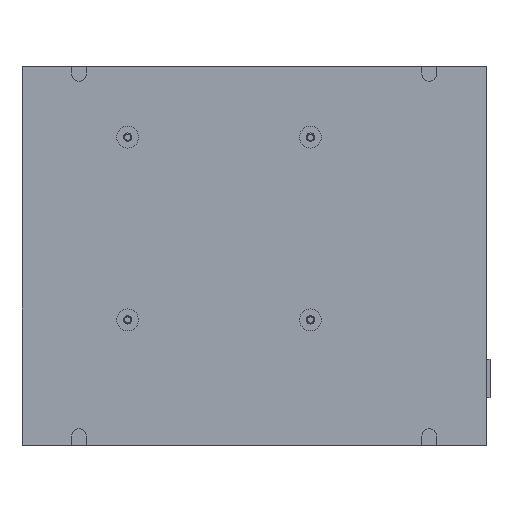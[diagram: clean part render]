
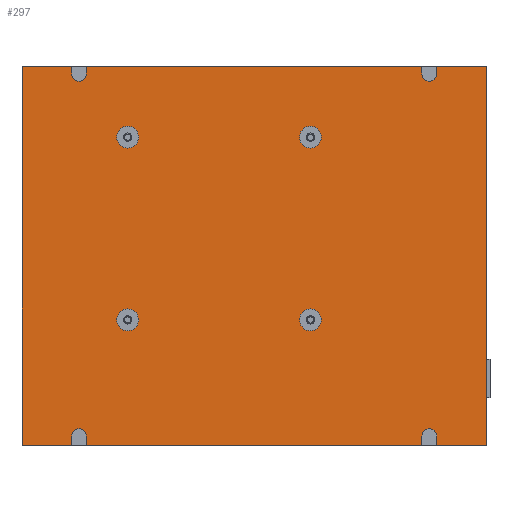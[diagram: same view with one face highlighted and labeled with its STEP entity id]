
A CAD part, top view. The second image highlights one B-rep face of the part: STEP entity #297.
In plain terms, the highlighted planar face has unit normal (0, 0, 1).
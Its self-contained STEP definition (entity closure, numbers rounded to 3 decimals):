
#297=ADVANCED_FACE('',(#913,#914,#915,#916,#917),#918,.T.);
#913=FACE_OUTER_BOUND('',#2201,.T.);
#914=FACE_BOUND('',#2202,.T.);
#915=FACE_BOUND('',#2203,.T.);
#916=FACE_BOUND('',#2204,.T.);
#917=FACE_BOUND('',#2205,.T.);
#918=PLANE('',#2206);
#2201=EDGE_LOOP('',(#3584,#3585,#3586,#3587,#3588,#3589,#3590,#3591,#3592,#3593,#3594,#3595,#3596,#3597,#3598,#3599,#3600,#3601,#3602,#3603,#3604,#3605,#3606,#3607));
#2202=EDGE_LOOP('',(#3608,#3609));
#2203=EDGE_LOOP('',(#3610,#3611));
#2204=EDGE_LOOP('',(#3612,#3613));
#2205=EDGE_LOOP('',(#3614,#3615));
#2206=AXIS2_PLACEMENT_3D('',#3616,#3617,#3618);
#3584=ORIENTED_EDGE('',*,*,#8190,.F.);
#3585=ORIENTED_EDGE('',*,*,#8230,.T.);
#3586=ORIENTED_EDGE('',*,*,#8231,.T.);
#3587=ORIENTED_EDGE('',*,*,#8232,.T.);
#3588=ORIENTED_EDGE('',*,*,#8233,.F.);
#3589=ORIENTED_EDGE('',*,*,#8150,.F.);
#3590=ORIENTED_EDGE('',*,*,#8234,.F.);
#3591=ORIENTED_EDGE('',*,*,#8235,.T.);
#3592=ORIENTED_EDGE('',*,*,#8236,.T.);
#3593=ORIENTED_EDGE('',*,*,#8237,.F.);
#3594=ORIENTED_EDGE('',*,*,#8154,.F.);
#3595=ORIENTED_EDGE('',*,*,#8238,.F.);
#3596=ORIENTED_EDGE('',*,*,#8239,.T.);
#3597=ORIENTED_EDGE('',*,*,#8240,.F.);
#3598=ORIENTED_EDGE('',*,*,#8187,.F.);
#3599=ORIENTED_EDGE('',*,*,#8241,.T.);
#3600=ORIENTED_EDGE('',*,*,#8156,.F.);
#3601=ORIENTED_EDGE('',*,*,#8242,.F.);
#3602=ORIENTED_EDGE('',*,*,#8243,.F.);
#3603=ORIENTED_EDGE('',*,*,#8198,.F.);
#3604=ORIENTED_EDGE('',*,*,#8244,.T.);
#3605=ORIENTED_EDGE('',*,*,#8160,.F.);
#3606=ORIENTED_EDGE('',*,*,#8245,.F.);
#3607=ORIENTED_EDGE('',*,*,#8246,.F.);
#3608=ORIENTED_EDGE('',*,*,#8247,.F.);
#3609=ORIENTED_EDGE('',*,*,#8248,.F.);
#3610=ORIENTED_EDGE('',*,*,#8249,.F.);
#3611=ORIENTED_EDGE('',*,*,#8250,.F.);
#3612=ORIENTED_EDGE('',*,*,#8251,.F.);
#3613=ORIENTED_EDGE('',*,*,#8252,.F.);
#3614=ORIENTED_EDGE('',*,*,#8253,.F.);
#3615=ORIENTED_EDGE('',*,*,#8254,.F.);
#3616=CARTESIAN_POINT('',(127.0,-103.5,35.8));
#3617=DIRECTION('',(0.0,0.0,1.0));
#3618=DIRECTION('',(1.0,0.0,0.0));
#8150=EDGE_CURVE('',#9610,#9606,#9612,.T.);
#8154=EDGE_CURVE('',#9618,#9614,#9620,.T.);
#8156=EDGE_CURVE('',#9621,#9624,#9625,.T.);
#8160=EDGE_CURVE('',#9629,#9632,#9633,.T.);
#8187=EDGE_CURVE('',#9682,#9685,#9686,.T.);
#8190=EDGE_CURVE('',#9688,#9690,#9691,.T.);
#8198=EDGE_CURVE('',#9703,#9706,#9707,.T.);
#8230=EDGE_CURVE('',#9688,#9760,#9761,.T.);
#8231=EDGE_CURVE('',#9760,#9762,#9763,.T.);
#8232=EDGE_CURVE('',#9762,#9764,#9765,.T.);
#8233=EDGE_CURVE('',#9606,#9764,#9766,.T.);
#8234=EDGE_CURVE('',#9767,#9610,#9768,.T.);
#8235=EDGE_CURVE('',#9767,#9769,#9770,.T.);
#8236=EDGE_CURVE('',#9769,#9771,#9772,.T.);
#8237=EDGE_CURVE('',#9614,#9771,#9773,.T.);
#8238=EDGE_CURVE('',#9774,#9618,#9775,.T.);
#8239=EDGE_CURVE('',#9774,#9776,#9777,.T.);
#8240=EDGE_CURVE('',#9685,#9776,#9778,.T.);
#8241=EDGE_CURVE('',#9682,#9624,#9779,.T.);
#8242=EDGE_CURVE('',#9780,#9621,#9781,.T.);
#8243=EDGE_CURVE('',#9706,#9780,#9782,.T.);
#8244=EDGE_CURVE('',#9703,#9632,#9783,.T.);
#8245=EDGE_CURVE('',#9784,#9629,#9785,.T.);
#8246=EDGE_CURVE('',#9690,#9784,#9786,.T.);
#8247=EDGE_CURVE('',#9787,#9788,#9789,.T.);
#8248=EDGE_CURVE('',#9788,#9787,#9790,.T.);
#8249=EDGE_CURVE('',#9791,#9792,#9793,.T.);
#8250=EDGE_CURVE('',#9792,#9791,#9794,.T.);
#8251=EDGE_CURVE('',#9795,#9796,#9797,.T.);
#8252=EDGE_CURVE('',#9796,#9795,#9798,.T.);
#8253=EDGE_CURVE('',#9799,#9800,#9801,.T.);
#8254=EDGE_CURVE('',#9800,#9799,#9802,.T.);
#9606=VERTEX_POINT('',#12036);
#9610=VERTEX_POINT('',#12041);
#9612=CIRCLE('',#12044,4.0);
#9614=VERTEX_POINT('',#12046);
#9618=VERTEX_POINT('',#12051);
#9620=CIRCLE('',#12054,4.0);
#9621=VERTEX_POINT('',#12055);
#9624=VERTEX_POINT('',#12059);
#9625=CIRCLE('',#12060,4.0);
#9629=VERTEX_POINT('',#12065);
#9632=VERTEX_POINT('',#12069);
#9633=CIRCLE('',#12070,4.0);
#9682=VERTEX_POINT('',#12126);
#9685=VERTEX_POINT('',#12130);
#9686=LINE('',#12131,#12132);
#9688=VERTEX_POINT('',#12135);
#9690=VERTEX_POINT('',#12138);
#9691=LINE('',#12139,#12140);
#9703=VERTEX_POINT('',#12158);
#9706=VERTEX_POINT('',#12162);
#9707=LINE('',#12163,#12164);
#9760=VERTEX_POINT('',#12234);
#9761=LINE('',#12235,#12236);
#9762=VERTEX_POINT('',#12237);
#9763=LINE('',#12238,#12239);
#9764=VERTEX_POINT('',#12240);
#9765=LINE('',#12241,#12242);
#9766=CIRCLE('',#12243,4.0);
#9767=VERTEX_POINT('',#12244);
#9768=LINE('',#12245,#12246);
#9769=VERTEX_POINT('',#12247);
#9770=LINE('',#12248,#12249);
#9771=VERTEX_POINT('',#12250);
#9772=LINE('',#12251,#12252);
#9773=CIRCLE('',#12253,4.0);
#9774=VERTEX_POINT('',#12254);
#9775=LINE('',#12255,#12256);
#9776=VERTEX_POINT('',#12257);
#9777=LINE('',#12258,#12259);
#9778=LINE('',#12260,#12261);
#9779=LINE('',#12262,#12263);
#9780=VERTEX_POINT('',#12264);
#9781=CIRCLE('',#12265,4.0);
#9782=LINE('',#12266,#12267);
#9783=LINE('',#12268,#12269);
#9784=VERTEX_POINT('',#12270);
#9785=CIRCLE('',#12271,4.0);
#9786=LINE('',#12272,#12273);
#9787=VERTEX_POINT('',#12274);
#9788=VERTEX_POINT('',#12275);
#9789=CIRCLE('',#12276,6.0);
#9790=CIRCLE('',#12277,6.0);
#9791=VERTEX_POINT('',#12278);
#9792=VERTEX_POINT('',#12279);
#9793=CIRCLE('',#12280,6.0);
#9794=CIRCLE('',#12281,6.0);
#9795=VERTEX_POINT('',#12282);
#9796=VERTEX_POINT('',#12283);
#9797=CIRCLE('',#12284,6.0);
#9798=CIRCLE('',#12285,6.0);
#9799=VERTEX_POINT('',#12286);
#9800=VERTEX_POINT('',#12287);
#9801=CIRCLE('',#12288,6.0);
#9802=CIRCLE('',#12289,6.0);
#12036=CARTESIAN_POINT('',(95.8,95.5,35.8));
#12041=CARTESIAN_POINT('',(91.8,99.5,35.8));
#12044=AXIS2_PLACEMENT_3D('',#15628,#15629,#15630);
#12046=CARTESIAN_POINT('',(-95.8,95.5,35.8));
#12051=CARTESIAN_POINT('',(-99.8,99.5,35.8));
#12054=AXIS2_PLACEMENT_3D('',#15636,#15637,#15638);
#12055=CARTESIAN_POINT('',(-95.8,-94.5,35.8));
#12059=CARTESIAN_POINT('',(-99.8,-98.5,35.8));
#12060=AXIS2_PLACEMENT_3D('',#15640,#15641,#15642);
#12065=CARTESIAN_POINT('',(95.8,-94.5,35.8));
#12069=CARTESIAN_POINT('',(91.8,-98.5,35.8));
#12070=AXIS2_PLACEMENT_3D('',#15648,#15649,#15650);
#12126=CARTESIAN_POINT('',(-99.8,-103.5,35.8));
#12130=CARTESIAN_POINT('',(-127.0,-103.5,35.8));
#12131=CARTESIAN_POINT('',(-99.8,-103.5,35.8));
#12132=VECTOR('',#15713,27.2);
#12135=CARTESIAN_POINT('',(127.0,-103.5,35.8));
#12138=CARTESIAN_POINT('',(99.8,-103.5,35.8));
#12139=CARTESIAN_POINT('',(127.0,-103.5,35.8));
#12140=VECTOR('',#15716,27.2);
#12158=CARTESIAN_POINT('',(91.8,-103.5,35.8));
#12162=CARTESIAN_POINT('',(-91.8,-103.5,35.8));
#12163=CARTESIAN_POINT('',(91.8,-103.5,35.8));
#12164=VECTOR('',#15724,183.6);
#12234=CARTESIAN_POINT('',(127.0,103.5,35.8));
#12235=CARTESIAN_POINT('',(127.0,-103.5,35.8));
#12236=VECTOR('',#15784,207.0);
#12237=CARTESIAN_POINT('',(99.8,103.5,35.8));
#12238=CARTESIAN_POINT('',(127.0,103.5,35.8));
#12239=VECTOR('',#15785,27.2);
#12240=CARTESIAN_POINT('',(99.8,99.5,35.8));
#12241=CARTESIAN_POINT('',(99.8,103.5,35.8));
#12242=VECTOR('',#15786,4.0);
#12243=AXIS2_PLACEMENT_3D('',#15787,#15788,#15789);
#12244=CARTESIAN_POINT('',(91.8,103.5,35.8));
#12245=CARTESIAN_POINT('',(91.8,103.5,35.8));
#12246=VECTOR('',#15790,4.0);
#12247=CARTESIAN_POINT('',(-91.8,103.5,35.8));
#12248=CARTESIAN_POINT('',(91.8,103.5,35.8));
#12249=VECTOR('',#15791,183.6);
#12250=CARTESIAN_POINT('',(-91.8,99.5,35.8));
#12251=CARTESIAN_POINT('',(-91.8,103.5,35.8));
#12252=VECTOR('',#15792,4.0);
#12253=AXIS2_PLACEMENT_3D('',#15793,#15794,#15795);
#12254=CARTESIAN_POINT('',(-99.8,103.5,35.8));
#12255=CARTESIAN_POINT('',(-99.8,103.5,35.8));
#12256=VECTOR('',#15796,4.0);
#12257=CARTESIAN_POINT('',(-127.0,103.5,35.8));
#12258=CARTESIAN_POINT('',(-99.8,103.5,35.8));
#12259=VECTOR('',#15797,27.2);
#12260=CARTESIAN_POINT('',(-127.0,-103.5,35.8));
#12261=VECTOR('',#15798,207.0);
#12262=CARTESIAN_POINT('',(-99.8,-103.5,35.8));
#12263=VECTOR('',#15799,5.0);
#12264=CARTESIAN_POINT('',(-91.8,-98.5,35.8));
#12265=AXIS2_PLACEMENT_3D('',#15800,#15801,#15802);
#12266=CARTESIAN_POINT('',(-91.8,-103.5,35.8));
#12267=VECTOR('',#15803,5.0);
#12268=CARTESIAN_POINT('',(91.8,-103.5,35.8));
#12269=VECTOR('',#15804,5.0);
#12270=CARTESIAN_POINT('',(99.8,-98.5,35.8));
#12271=AXIS2_PLACEMENT_3D('',#15805,#15806,#15807);
#12272=CARTESIAN_POINT('',(99.8,-103.5,35.8));
#12273=VECTOR('',#15808,5.0);
#12274=CARTESIAN_POINT('',(-69.2,-41.0,35.8));
#12275=CARTESIAN_POINT('',(-69.2,-29.0,35.8));
#12276=AXIS2_PLACEMENT_3D('',#15809,#15810,#15811);
#12277=AXIS2_PLACEMENT_3D('',#15812,#15813,#15814);
#12278=CARTESIAN_POINT('',(-69.2,59.0,35.8));
#12279=CARTESIAN_POINT('',(-69.2,71.0,35.8));
#12280=AXIS2_PLACEMENT_3D('',#15815,#15816,#15817);
#12281=AXIS2_PLACEMENT_3D('',#15818,#15819,#15820);
#12282=CARTESIAN_POINT('',(30.8,59.0,35.8));
#12283=CARTESIAN_POINT('',(30.8,71.0,35.8));
#12284=AXIS2_PLACEMENT_3D('',#15821,#15822,#15823);
#12285=AXIS2_PLACEMENT_3D('',#15824,#15825,#15826);
#12286=CARTESIAN_POINT('',(30.8,-41.0,35.8));
#12287=CARTESIAN_POINT('',(30.8,-29.0,35.8));
#12288=AXIS2_PLACEMENT_3D('',#15827,#15828,#15829);
#12289=AXIS2_PLACEMENT_3D('',#15830,#15831,#15832);
#15628=CARTESIAN_POINT('',(95.8,99.5,35.8));
#15629=DIRECTION('',(0.0,0.0,1.0));
#15630=DIRECTION('',(-1.0,0.,0.0));
#15636=CARTESIAN_POINT('',(-95.8,99.5,35.8));
#15637=DIRECTION('',(0.0,0.0,1.0));
#15638=DIRECTION('',(-1.0,0.0,0.0));
#15640=CARTESIAN_POINT('',(-95.8,-98.5,35.8));
#15641=DIRECTION('',(0.0,0.0,1.0));
#15642=DIRECTION('',(1.0,0.0,0.0));
#15648=CARTESIAN_POINT('',(95.8,-98.5,35.8));
#15649=DIRECTION('',(0.0,0.0,1.0));
#15650=DIRECTION('',(1.0,0.0,0.0));
#15713=DIRECTION('',(-1.0,0.0,0.0));
#15716=DIRECTION('',(-1.0,0.0,0.0));
#15724=DIRECTION('',(-1.0,0.0,0.0));
#15784=DIRECTION('',(0.0,1.0,0.0));
#15785=DIRECTION('',(-1.0,0.0,0.0));
#15786=DIRECTION('',(0.0,-1.0,0.0));
#15787=CARTESIAN_POINT('',(95.8,99.5,35.8));
#15788=DIRECTION('',(0.0,0.0,1.0));
#15789=DIRECTION('',(-1.0,0.,0.0));
#15790=DIRECTION('',(0.,-1.0,0.0));
#15791=DIRECTION('',(-1.0,0.0,0.0));
#15792=DIRECTION('',(0.0,-1.0,0.0));
#15793=CARTESIAN_POINT('',(-95.8,99.5,35.8));
#15794=DIRECTION('',(0.0,0.0,1.0));
#15795=DIRECTION('',(-1.0,0.0,0.0));
#15796=DIRECTION('',(0.0,-1.0,0.0));
#15797=DIRECTION('',(-1.0,0.0,0.0));
#15798=DIRECTION('',(0.0,1.0,0.0));
#15799=DIRECTION('',(0.0,1.0,0.0));
#15800=CARTESIAN_POINT('',(-95.8,-98.5,35.8));
#15801=DIRECTION('',(0.0,0.0,1.0));
#15802=DIRECTION('',(1.0,0.0,0.0));
#15803=DIRECTION('',(0.0,1.0,0.0));
#15804=DIRECTION('',(0.,1.0,0.0));
#15805=CARTESIAN_POINT('',(95.8,-98.5,35.8));
#15806=DIRECTION('',(0.0,0.0,1.0));
#15807=DIRECTION('',(1.0,0.0,0.0));
#15808=DIRECTION('',(0.0,1.0,0.0));
#15809=CARTESIAN_POINT('',(-69.2,-35.0,35.8));
#15810=DIRECTION('',(0.0,0.0,1.0));
#15811=DIRECTION('',(0.0,-1.0,0.0));
#15812=CARTESIAN_POINT('',(-69.2,-35.0,35.8));
#15813=DIRECTION('',(0.0,-0.0,1.0));
#15814=DIRECTION('',(0.0,1.0,0.0));
#15815=CARTESIAN_POINT('',(-69.2,65.0,35.8));
#15816=DIRECTION('',(0.0,0.0,1.0));
#15817=DIRECTION('',(0.0,-1.0,0.0));
#15818=CARTESIAN_POINT('',(-69.2,65.0,35.8));
#15819=DIRECTION('',(0.0,-0.0,1.0));
#15820=DIRECTION('',(0.0,1.0,0.0));
#15821=CARTESIAN_POINT('',(30.8,65.0,35.8));
#15822=DIRECTION('',(0.0,0.0,1.0));
#15823=DIRECTION('',(0.0,-1.0,0.0));
#15824=CARTESIAN_POINT('',(30.8,65.0,35.8));
#15825=DIRECTION('',(0.0,-0.0,1.0));
#15826=DIRECTION('',(0.0,1.0,0.0));
#15827=CARTESIAN_POINT('',(30.8,-35.0,35.8));
#15828=DIRECTION('',(0.0,0.0,1.0));
#15829=DIRECTION('',(0.0,-1.0,0.0));
#15830=CARTESIAN_POINT('',(30.8,-35.0,35.8));
#15831=DIRECTION('',(0.0,-0.0,1.0));
#15832=DIRECTION('',(0.0,1.0,0.0));
